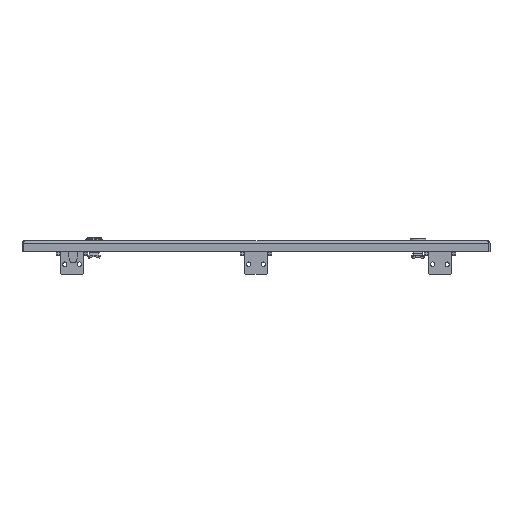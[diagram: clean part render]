
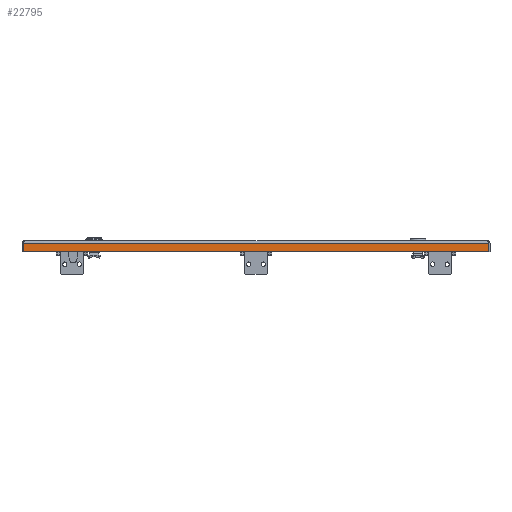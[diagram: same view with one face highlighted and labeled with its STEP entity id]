
A CAD part, left-side view. The second image highlights one B-rep face of the part: STEP entity #22795.
In plain terms, the highlighted planar face has unit normal (-1, 0, 0).
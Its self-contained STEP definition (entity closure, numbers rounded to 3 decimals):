
#2004 = CARTESIAN_POINT ( 'NONE',  ( -194.5, 395.429, 0. ) ) ;
#2916 = EDGE_CURVE ( 'NONE', #28045, #27941, #39356, .T. ) ;
#3958 = EDGE_LOOP ( 'NONE', ( #63331, #60577, #10639, #34005 ) ) ;
#4998 = PLANE ( 'NONE',  #24773 ) ;
#5680 = CARTESIAN_POINT ( 'NONE',  ( -194.5, 0., 0. ) ) ;
#8698 = DIRECTION ( 'NONE',  ( 0., 0., -1. ) ) ;
#10239 = VERTEX_POINT ( 'NONE', #43084 ) ;
#10508 = VECTOR ( 'NONE', #48799, 1000. ) ;
#10639 = ORIENTED_EDGE ( 'NONE', *, *, #32906, .F. ) ;
#11390 = VECTOR ( 'NONE', #29805, 1000. ) ;
#16595 = VERTEX_POINT ( 'NONE', #32531 ) ;
#22795 = ADVANCED_FACE ( 'NONE', ( #58582 ), #4998, .F. ) ;
#24333 = CARTESIAN_POINT ( 'NONE',  ( -194.5, -397.5, -18. ) ) ;
#24390 = EDGE_CURVE ( 'NONE', #10239, #16595, #67933, .T. ) ;
#24773 = AXIS2_PLACEMENT_3D ( 'NONE', #5680, #37772, #26485 ) ;
#26485 = DIRECTION ( 'NONE',  ( 0., 0., -1. ) ) ;
#27941 = VERTEX_POINT ( 'NONE', #63511 ) ;
#28045 = VERTEX_POINT ( 'NONE', #64905 ) ;
#28440 = VECTOR ( 'NONE', #67024, 1000. ) ;
#29805 = DIRECTION ( 'NONE',  ( 0., 0., -1. ) ) ;
#31866 = CARTESIAN_POINT ( 'NONE',  ( -194.5, -397.5, -4. ) ) ;
#32063 = VECTOR ( 'NONE', #8698, 1000. ) ;
#32531 = CARTESIAN_POINT ( 'NONE',  ( -194.5, -395.429, -18. ) ) ;
#32906 = EDGE_CURVE ( 'NONE', #16595, #27941, #62772, .T. ) ;
#34005 = ORIENTED_EDGE ( 'NONE', *, *, #24390, .F. ) ;
#35517 = CARTESIAN_POINT ( 'NONE',  ( -194.5, -395.429, -2. ) ) ;
#37772 = DIRECTION ( 'NONE',  ( 1., 0., 0. ) ) ;
#39356 = LINE ( 'NONE', #2004, #11390 ) ;
#43084 = CARTESIAN_POINT ( 'NONE',  ( -194.5, -395.429, -4. ) ) ;
#48799 = DIRECTION ( 'NONE',  ( 0., -1., 0. ) ) ;
#51161 = EDGE_CURVE ( 'NONE', #28045, #10239, #54090, .T. ) ;
#54090 = LINE ( 'NONE', #31866, #10508 ) ;
#58582 = FACE_OUTER_BOUND ( 'NONE', #3958, .T. ) ;
#60577 = ORIENTED_EDGE ( 'NONE', *, *, #2916, .T. ) ;
#62772 = LINE ( 'NONE', #24333, #28440 ) ;
#63331 = ORIENTED_EDGE ( 'NONE', *, *, #51161, .F. ) ;
#63511 = CARTESIAN_POINT ( 'NONE',  ( -194.5, 395.429, -18. ) ) ;
#64905 = CARTESIAN_POINT ( 'NONE',  ( -194.5, 395.429, -4. ) ) ;
#67024 = DIRECTION ( 'NONE',  ( 0., 1., 0. ) ) ;
#67933 = LINE ( 'NONE', #35517, #32063 ) ;
